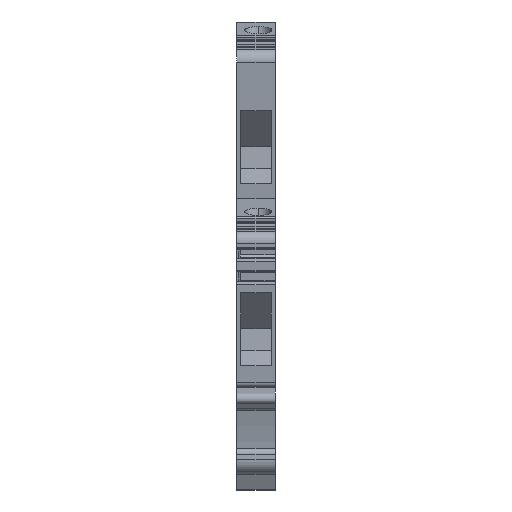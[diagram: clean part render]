
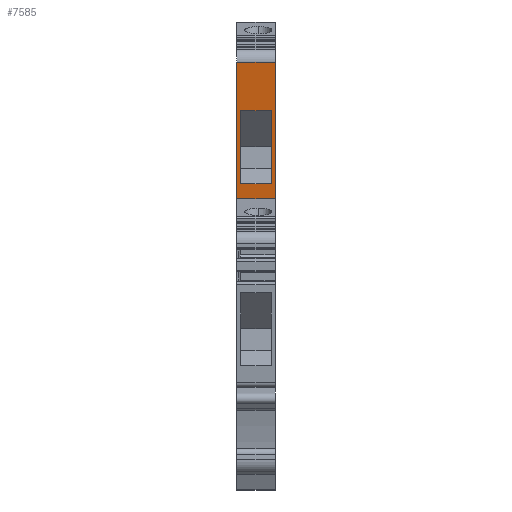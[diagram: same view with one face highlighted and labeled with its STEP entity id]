
A CAD part, front view. The second image highlights one B-rep face of the part: STEP entity #7585.
In plain terms, the highlighted planar face has unit normal (0, -0.985, -0.174).
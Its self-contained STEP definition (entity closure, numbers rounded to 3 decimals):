
#7538=AXIS2_PLACEMENT_3D('Plane Axis2P3D',#7535,#7536,#7537) ;
#1050=CARTESIAN_POINT('Vertex',(0.,17.214,38.75)) ;
#1053=CARTESIAN_POINT('Line Origine',(0.,15.616,47.813)) ;
#1057=CARTESIAN_POINT('Vertex',(0.,14.018,56.876)) ;
#2770=CARTESIAN_POINT('Vertex',(5.1,14.018,56.876)) ;
#2773=CARTESIAN_POINT('Line Origine',(5.1,15.616,47.813)) ;
#2777=CARTESIAN_POINT('Vertex',(5.1,17.214,38.75)) ;
#7467=CARTESIAN_POINT('Line Origine',(2.55,17.214,38.75)) ;
#7535=CARTESIAN_POINT('Axis2P3D Location',(0.,17.214,38.75)) ;
#7540=CARTESIAN_POINT('Line Origine',(2.55,14.018,56.876)) ;
#7551=CARTESIAN_POINT('Line Origine',(2.55,16.865,40.73)) ;
#7555=CARTESIAN_POINT('Vertex',(4.6,16.865,40.73)) ;
#7557=CARTESIAN_POINT('Vertex',(0.5,16.865,40.73)) ;
#7560=CARTESIAN_POINT('Line Origine',(0.5,16.009,45.585)) ;
#7564=CARTESIAN_POINT('Vertex',(0.5,15.153,50.44)) ;
#7567=CARTESIAN_POINT('Line Origine',(2.55,15.153,50.44)) ;
#7571=CARTESIAN_POINT('Vertex',(4.6,15.153,50.44)) ;
#7574=CARTESIAN_POINT('Line Origine',(4.6,16.009,45.585)) ;
#1054=DIRECTION('Vector Direction',(0.,-0.174,0.985)) ;
#2774=DIRECTION('Vector Direction',(0.,-0.174,0.985)) ;
#7468=DIRECTION('Vector Direction',(1.,0.,0.)) ;
#7536=DIRECTION('Axis2P3D Direction',(0.,0.985,0.174)) ;
#7537=DIRECTION('Axis2P3D XDirection',(0.,-0.174,0.985)) ;
#7541=DIRECTION('Vector Direction',(1.,0.,0.)) ;
#7552=DIRECTION('Vector Direction',(-1.,0.,0.)) ;
#7561=DIRECTION('Vector Direction',(0.,0.174,-0.985)) ;
#7568=DIRECTION('Vector Direction',(-1.,0.,0.)) ;
#7575=DIRECTION('Vector Direction',(0.,0.174,-0.985)) ;
#1055=VECTOR('Line Direction',#1054,1.) ;
#2775=VECTOR('Line Direction',#2774,1.) ;
#7469=VECTOR('Line Direction',#7468,1.) ;
#7542=VECTOR('Line Direction',#7541,1.) ;
#7553=VECTOR('Line Direction',#7552,1.) ;
#7562=VECTOR('Line Direction',#7561,1.) ;
#7569=VECTOR('Line Direction',#7568,1.) ;
#7576=VECTOR('Line Direction',#7575,1.) ;
#7546=ORIENTED_EDGE('',*,*,#7544,.F.) ;
#7547=ORIENTED_EDGE('',*,*,#1059,.T.) ;
#7548=ORIENTED_EDGE('',*,*,#7471,.T.) ;
#7549=ORIENTED_EDGE('',*,*,#2779,.F.) ;
#7580=ORIENTED_EDGE('',*,*,#7559,.T.) ;
#7581=ORIENTED_EDGE('',*,*,#7566,.F.) ;
#7582=ORIENTED_EDGE('',*,*,#7573,.F.) ;
#7583=ORIENTED_EDGE('',*,*,#7578,.T.) ;
#7584=FACE_BOUND('',#7579,.T.) ;
#7585=ADVANCED_FACE('KLTR',(#7550,#7584),#7539,.F.) ;
#1059=EDGE_CURVE('',#1058,#1051,#1056,.F.) ;
#2779=EDGE_CURVE('',#2771,#2778,#2776,.F.) ;
#7471=EDGE_CURVE('',#1051,#2778,#7470,.T.) ;
#7544=EDGE_CURVE('',#1058,#2771,#7543,.T.) ;
#7559=EDGE_CURVE('',#7556,#7558,#7554,.T.) ;
#7566=EDGE_CURVE('',#7565,#7558,#7563,.T.) ;
#7573=EDGE_CURVE('',#7572,#7565,#7570,.T.) ;
#7578=EDGE_CURVE('',#7572,#7556,#7577,.T.) ;
#7545=EDGE_LOOP('',(#7546,#7547,#7548,#7549)) ;
#7579=EDGE_LOOP('',(#7580,#7581,#7582,#7583)) ;
#7550=FACE_OUTER_BOUND('',#7545,.T.) ;
#1056=LINE('Line',#1053,#1055) ;
#2776=LINE('Line',#2773,#2775) ;
#7470=LINE('Line',#7467,#7469) ;
#7543=LINE('Line',#7540,#7542) ;
#7554=LINE('Line',#7551,#7553) ;
#7563=LINE('Line',#7560,#7562) ;
#7570=LINE('Line',#7567,#7569) ;
#7577=LINE('Line',#7574,#7576) ;
#7539=PLANE('',#7538) ;
#1051=VERTEX_POINT('',#1050) ;
#1058=VERTEX_POINT('',#1057) ;
#2771=VERTEX_POINT('',#2770) ;
#2778=VERTEX_POINT('',#2777) ;
#7556=VERTEX_POINT('',#7555) ;
#7558=VERTEX_POINT('',#7557) ;
#7565=VERTEX_POINT('',#7564) ;
#7572=VERTEX_POINT('',#7571) ;
